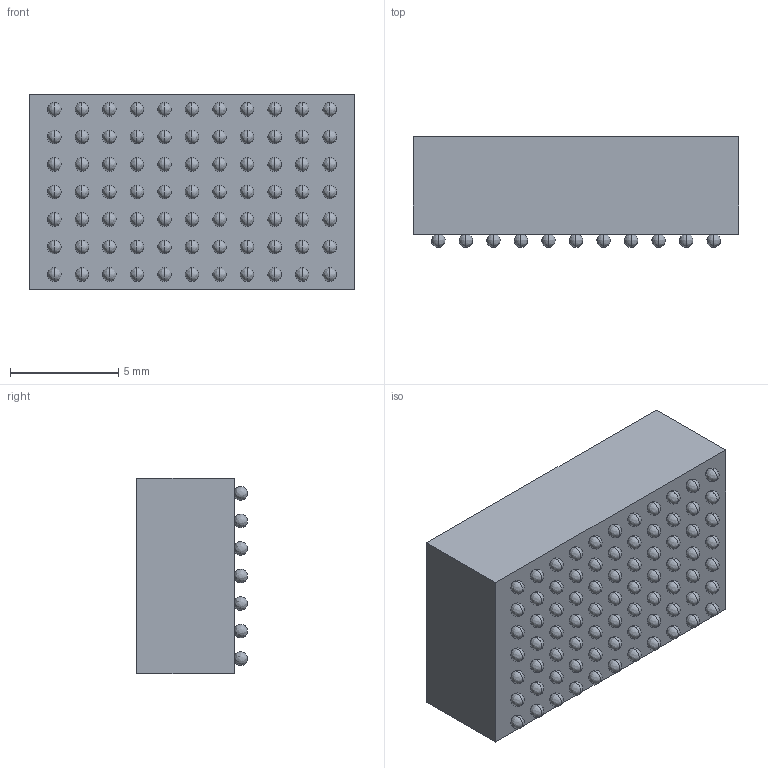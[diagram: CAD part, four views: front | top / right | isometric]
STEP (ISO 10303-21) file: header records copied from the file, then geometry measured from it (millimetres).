
FILE_DESCRIPTION (( 'STEP AP214' ), '1' );
FILE_NAME ('User Library-LinearTech BGA77.STEP', '2019-12-30T09:36:27', ( '' ), ( '' ), 'SwSTEP 2.0', 'SolidWorks 2019', '' );
FILE_SCHEMA (( 'AUTOMOTIVE_DESIGN' ));
Length unit declared in the file: millimetre
Products named in the file (3): bga ball 063x060; BGA77_case; User Library-LinearTech BGA77
Assembly tree (78 placements, depth 2):
  User Library-LinearTech BGA77
    BGA77_case
    bga ball 063x060  x77
Bounding box: 15 x 5.12 x 9 mm (x, y, z)
Volume: 618.9 mm3; surface area: 582.8 mm2
Topology: 78 solids, 78 shells, 337 faces, 978 edges, 498 vertices
Faces by surface type: bspline 171, plane 164, cylinder 2
Entity records: 5398 total; most frequent: CARTESIAN_POINT 959, DIRECTION 603, ORIENTED_EDGE 580, EDGE_CURVE 290, LINE 247, VECTOR 247, VERTEX_POINT 194, AXIS2_PLACEMENT_3D 178
